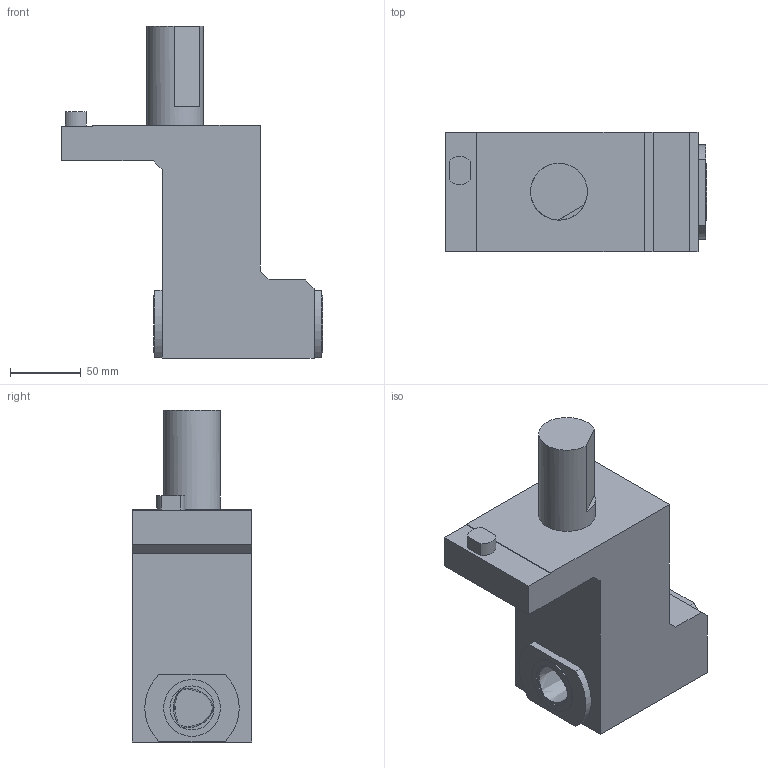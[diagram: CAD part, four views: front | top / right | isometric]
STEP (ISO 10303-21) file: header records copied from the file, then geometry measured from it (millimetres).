
FILE_DESCRIPTION(/* description */ (''),/* implementation_level */ '2;1');
FILE_NAME(/* name */ '1581915872390.stp',/* time_stamp */ '2020-02-17T10:34:42+05:00',/* author */ (''),/* organization */ ('SMS'),/* preprocessor_version */ 'ST-DEVELOPER v16.7',/* originating_system */ 'SIEMENS PLM Software NX 12.0',/* authorisation */ '');
FILE_SCHEMA (('AUTOMOTIVE_DESIGN { 1 0 10303 214 3 1 1 1 }'));
Length unit declared in the file: millimetre
Products named in the file (1): 201079177mod000_02
Bounding box: 184 x 84 x 234 mm (x, y, z)
Volume: 1369089.3 mm3; surface area: 102637.8 mm2
Topology: 1 solids, 1 shells, 50 faces, 122 edges, 90 vertices
Faces by surface type: plane 35, cylinder 13, bspline 2
Full cylindrical faces by diameter (mm): 2.5 x2, 31.023 x2, 40 x3
Entity records: 1867 total; most frequent: CARTESIAN_POINT 678, DIRECTION 223, ORIENTED_EDGE 216, EDGE_CURVE 108, VERTEX_POINT 81, AXIS2_PLACEMENT_3D 78, EDGE_LOOP 71, LINE 67
